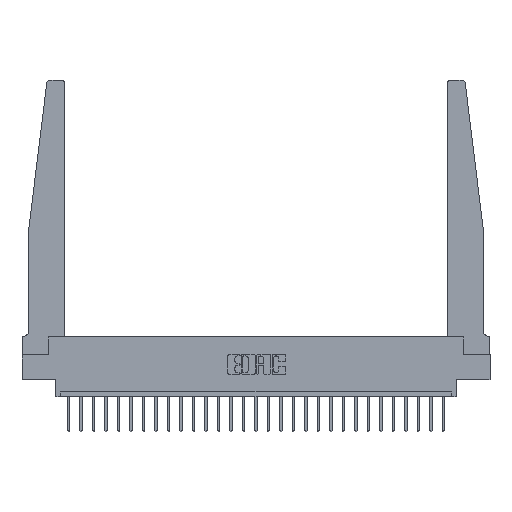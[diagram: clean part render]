
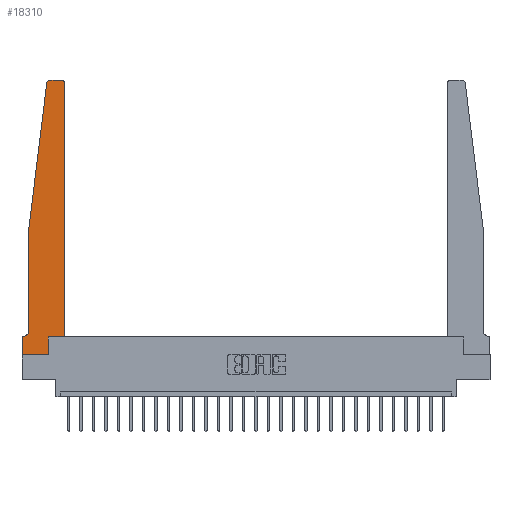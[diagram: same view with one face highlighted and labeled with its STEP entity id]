
A CAD part, top view. The second image highlights one B-rep face of the part: STEP entity #18310.
In plain terms, the highlighted planar face has unit normal (0, 0, 1).
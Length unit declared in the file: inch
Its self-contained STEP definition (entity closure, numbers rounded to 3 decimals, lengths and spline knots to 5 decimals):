
#45 = DIRECTION ( 'NONE',  ( 0., 0., 1. ) ) ;
#99 = FACE_OUTER_BOUND ( 'NONE', #5303, .T. ) ;
#190 = ORIENTED_EDGE ( 'NONE', *, *, #21566, .T. ) ;
#414 = VERTEX_POINT ( 'NONE', #4424 ) ;
#574 = VERTEX_POINT ( 'NONE', #15352 ) ;
#654 = AXIS2_PLACEMENT_3D ( 'NONE', #11420, #3145, #17394 ) ;
#1580 = ORIENTED_EDGE ( 'NONE', *, *, #3390, .T. ) ;
#1642 = VERTEX_POINT ( 'NONE', #8159 ) ;
#1818 = DIRECTION ( 'NONE',  ( 1., 0., 0. ) ) ;
#1868 = ORIENTED_EDGE ( 'NONE', *, *, #3046, .T. ) ;
#1983 = VERTEX_POINT ( 'NONE', #7789 ) ;
#1999 = VECTOR ( 'NONE', #9639, 39.37008 ) ;
#2031 = ORIENTED_EDGE ( 'NONE', *, *, #5316, .T. ) ;
#2404 = VECTOR ( 'NONE', #3398, 39.37008 ) ;
#2426 = VERTEX_POINT ( 'NONE', #14381 ) ;
#2599 = CARTESIAN_POINT ( 'NONE',  ( 0.065, 1.25, 0.37 ) ) ;
#2875 = VERTEX_POINT ( 'NONE', #20351 ) ;
#3046 = EDGE_CURVE ( 'NONE', #1983, #3070, #19284, .T. ) ;
#3070 = VERTEX_POINT ( 'NONE', #19413 ) ;
#3145 = DIRECTION ( 'NONE',  ( 0., 0., -1. ) ) ;
#3390 = EDGE_CURVE ( 'NONE', #574, #1642, #21968, .T. ) ;
#3398 = DIRECTION ( 'NONE',  ( -1., 0., 0. ) ) ;
#3796 = EDGE_CURVE ( 'NONE', #2875, #24113, #11623, .T. ) ;
#3960 = EDGE_CURVE ( 'NONE', #20605, #574, #23559, .T. ) ;
#3994 = CARTESIAN_POINT ( 'NONE',  ( 0.27653, 2.75, 0.37 ) ) ;
#4339 = DIRECTION ( 'NONE',  ( -0.122, -0.992, 0. ) ) ;
#4414 = CARTESIAN_POINT ( 'NONE',  ( 0.425, 2.72, 0.37 ) ) ;
#4424 = CARTESIAN_POINT ( 'NONE',  ( 0.24675, 2.72367, 0.37 ) ) ;
#4933 = VECTOR ( 'NONE', #19669, 39.37008 ) ;
#5303 = EDGE_LOOP ( 'NONE', ( #12937, #2031, #13082, #1868, #10078, #18223, #190, #11518, #5331, #1580, #17076, #12544 ) ) ;
#5316 = EDGE_CURVE ( 'NONE', #17557, #414, #17651, .T. ) ;
#5331 = ORIENTED_EDGE ( 'NONE', *, *, #3960, .T. ) ;
#6145 = DIRECTION ( 'NONE',  ( 0., 0., 1. ) ) ;
#6489 = VECTOR ( 'NONE', #25132, 39.37008 ) ;
#6832 = CIRCLE ( 'NONE', #21604, 0.03 ) ;
#7472 = CARTESIAN_POINT ( 'NONE',  ( 0.25, 2.75, 0.37 ) ) ;
#7485 = VECTOR ( 'NONE', #24647, 39.37008 ) ;
#7789 = CARTESIAN_POINT ( 'NONE',  ( 0.065, 1.25, 0.37 ) ) ;
#7813 = CIRCLE ( 'NONE', #654, 0.05 ) ;
#8159 = CARTESIAN_POINT ( 'NONE',  ( 0.425, 0.18, 0.37 ) ) ;
#9120 = DIRECTION ( 'NONE',  ( 0., 1., 0. ) ) ;
#9285 = LINE ( 'NONE', #19099, #6489 ) ;
#9407 = EDGE_CURVE ( 'NONE', #18904, #18206, #6832, .T. ) ;
#9639 = DIRECTION ( 'NONE',  ( -1., 0., 0. ) ) ;
#9668 = CARTESIAN_POINT ( 'NONE',  ( 0.425, 0.18, 0.37 ) ) ;
#10078 = ORIENTED_EDGE ( 'NONE', *, *, #18176, .T. ) ;
#10294 = AXIS2_PLACEMENT_3D ( 'NONE', #22125, #6145, #24095 ) ;
#11420 = CARTESIAN_POINT ( 'NONE',  ( 0.015, 0.2375, 0.37 ) ) ;
#11518 = ORIENTED_EDGE ( 'NONE', *, *, #24407, .T. ) ;
#11623 = LINE ( 'NONE', #19719, #1999 ) ;
#11812 = CARTESIAN_POINT ( 'NONE',  ( 0., 0., 0.37 ) ) ;
#12544 = ORIENTED_EDGE ( 'NONE', *, *, #9407, .T. ) ;
#12664 = LINE ( 'NONE', #18919, #18684 ) ;
#12937 = ORIENTED_EDGE ( 'NONE', *, *, #24787, .T. ) ;
#13082 = ORIENTED_EDGE ( 'NONE', *, *, #25449, .T. ) ;
#13313 = VECTOR ( 'NONE', #1818, 39.37008 ) ;
#14381 = CARTESIAN_POINT ( 'NONE',  ( 0., 0., 0.37 ) ) ;
#14626 = CARTESIAN_POINT ( 'NONE',  ( 0.2605, 0.18, 0.37 ) ) ;
#15283 = CARTESIAN_POINT ( 'NONE',  ( 0.395, 2.75, 0.37 ) ) ;
#15352 = CARTESIAN_POINT ( 'NONE',  ( 0.2605, 0.18, 0.37 ) ) ;
#15534 = AXIS2_PLACEMENT_3D ( 'NONE', #19169, #21003, #21131 ) ;
#15865 = EDGE_CURVE ( 'NONE', #1642, #18904, #12664, .T. ) ;
#15926 = PLANE ( 'NONE',  #10294 ) ;
#16254 = CARTESIAN_POINT ( 'NONE',  ( 0.395, 2.72, 0.37 ) ) ;
#16706 = LINE ( 'NONE', #2599, #25943 ) ;
#16710 = VECTOR ( 'NONE', #23940, 39.37008 ) ;
#17076 = ORIENTED_EDGE ( 'NONE', *, *, #15865, .T. ) ;
#17394 = DIRECTION ( 'NONE',  ( -1., 0., 0. ) ) ;
#17557 = VERTEX_POINT ( 'NONE', #3994 ) ;
#17651 = CIRCLE ( 'NONE', #15534, 0.03 ) ;
#18176 = EDGE_CURVE ( 'NONE', #3070, #2875, #7813, .T. ) ;
#18206 = VERTEX_POINT ( 'NONE', #15283 ) ;
#18223 = ORIENTED_EDGE ( 'NONE', *, *, #3796, .T. ) ;
#18310 = ADVANCED_FACE ( 'NONE', ( #99 ), #15926, .T. ) ;
#18684 = VECTOR ( 'NONE', #9120, 39.37008 ) ;
#18904 = VERTEX_POINT ( 'NONE', #4414 ) ;
#18919 = CARTESIAN_POINT ( 'NONE',  ( 0.425, 0.18, 0.37 ) ) ;
#19099 = CARTESIAN_POINT ( 'NONE',  ( 0., 0., 0.37 ) ) ;
#19169 = CARTESIAN_POINT ( 'NONE',  ( 0.27653, 2.72, 0.37 ) ) ;
#19284 = LINE ( 'NONE', #23212, #4933 ) ;
#19413 = CARTESIAN_POINT ( 'NONE',  ( 0.065, 0.2375, 0.37 ) ) ;
#19669 = DIRECTION ( 'NONE',  ( 0., -1., 0. ) ) ;
#19719 = CARTESIAN_POINT ( 'NONE',  ( 0.065, 0.1875, 0.37 ) ) ;
#19754 = LINE ( 'NONE', #7472, #2404 ) ;
#20351 = CARTESIAN_POINT ( 'NONE',  ( 0.015, 0.1875, 0.37 ) ) ;
#20605 = VERTEX_POINT ( 'NONE', #25349 ) ;
#21003 = DIRECTION ( 'NONE',  ( 0., 0., 1. ) ) ;
#21131 = DIRECTION ( 'NONE',  ( 1., 0., 0. ) ) ;
#21566 = EDGE_CURVE ( 'NONE', #24113, #2426, #9285, .T. ) ;
#21604 = AXIS2_PLACEMENT_3D ( 'NONE', #16254, #45, #22206 ) ;
#21968 = LINE ( 'NONE', #9668, #16710 ) ;
#22125 = CARTESIAN_POINT ( 'NONE',  ( 0., 0.1875, 0.37 ) ) ;
#22206 = DIRECTION ( 'NONE',  ( 1., 0., 0. ) ) ;
#23212 = CARTESIAN_POINT ( 'NONE',  ( 0.065, 1.25, 0.37 ) ) ;
#23559 = LINE ( 'NONE', #14626, #7485 ) ;
#23940 = DIRECTION ( 'NONE',  ( 1., 0., 0. ) ) ;
#24095 = DIRECTION ( 'NONE',  ( 1., 0., 0. ) ) ;
#24113 = VERTEX_POINT ( 'NONE', #24641 ) ;
#24359 = LINE ( 'NONE', #11812, #13313 ) ;
#24407 = EDGE_CURVE ( 'NONE', #2426, #20605, #24359, .T. ) ;
#24641 = CARTESIAN_POINT ( 'NONE',  ( 0., 0.1875, 0.37 ) ) ;
#24647 = DIRECTION ( 'NONE',  ( 0., 1., 0. ) ) ;
#24787 = EDGE_CURVE ( 'NONE', #18206, #17557, #19754, .T. ) ;
#25132 = DIRECTION ( 'NONE',  ( 0., -1., 0. ) ) ;
#25349 = CARTESIAN_POINT ( 'NONE',  ( 0.2605, 0., 0.37 ) ) ;
#25449 = EDGE_CURVE ( 'NONE', #414, #1983, #16706, .T. ) ;
#25943 = VECTOR ( 'NONE', #4339, 39.37008 ) ;
